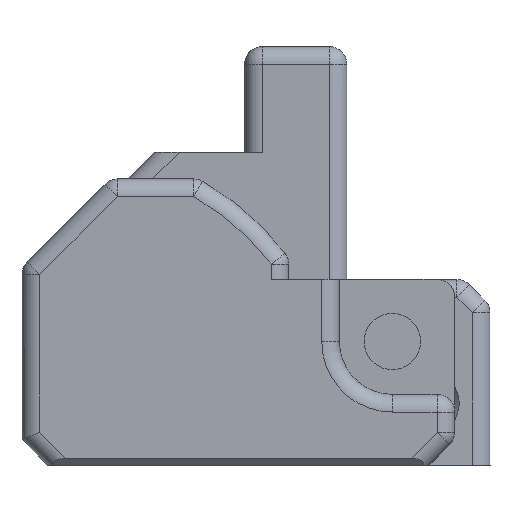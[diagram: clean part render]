
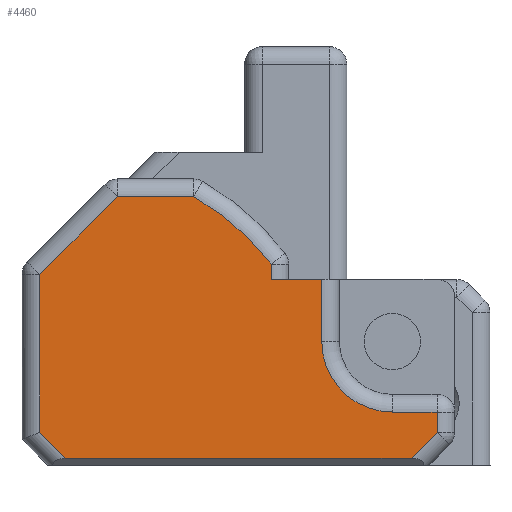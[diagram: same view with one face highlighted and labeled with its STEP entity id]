
A CAD part, front view. The second image highlights one B-rep face of the part: STEP entity #4460.
In plain terms, the highlighted planar face has unit normal (0, -1, 0).
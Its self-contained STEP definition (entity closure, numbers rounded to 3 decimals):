
#340=PLANE('',#4928);
#551=FACE_OUTER_BOUND('',#846,.T.);
#846=EDGE_LOOP('',(#3831,#3832,#3833,#3834,#3835,#3836,#3837,#3838,#3839,
#3840,#3841,#3842,#3843));
#1192=LINE('',#7361,#1566);
#1193=LINE('',#7372,#1567);
#1202=LINE('',#7392,#1576);
#1227=LINE('',#7473,#1601);
#1228=LINE('',#7475,#1602);
#1229=LINE('',#7479,#1603);
#1230=LINE('',#7481,#1604);
#1231=LINE('',#7483,#1605);
#1232=LINE('',#7485,#1606);
#1233=LINE('',#7487,#1607);
#1234=LINE('',#7488,#1608);
#1566=VECTOR('',#5995,10.);
#1567=VECTOR('',#6008,10.);
#1576=VECTOR('',#6027,10.);
#1601=VECTOR('',#6106,10.);
#1602=VECTOR('',#6107,10.);
#1603=VECTOR('',#6110,10.);
#1604=VECTOR('',#6111,10.);
#1605=VECTOR('',#6112,10.);
#1606=VECTOR('',#6113,10.);
#1607=VECTOR('',#6114,10.);
#1608=VECTOR('',#6115,10.);
#1830=CIRCLE('',#4893,4.);
#1849=CIRCLE('',#4929,14.651);
#2157=VERTEX_POINT('',#7355);
#2159=VERTEX_POINT('',#7359);
#2161=VERTEX_POINT('',#7364);
#2163=VERTEX_POINT('',#7370);
#2169=VERTEX_POINT('',#7391);
#2198=VERTEX_POINT('',#7472);
#2199=VERTEX_POINT('',#7474);
#2200=VERTEX_POINT('',#7476);
#2201=VERTEX_POINT('',#7478);
#2202=VERTEX_POINT('',#7480);
#2203=VERTEX_POINT('',#7482);
#2204=VERTEX_POINT('',#7484);
#2205=VERTEX_POINT('',#7486);
#2702=EDGE_CURVE('',#2159,#2157,#1192,.T.);
#2704=EDGE_CURVE('',#2161,#2159,#1830,.T.);
#2707=EDGE_CURVE('',#2163,#2161,#1193,.T.);
#2717=EDGE_CURVE('',#2157,#2169,#1202,.T.);
#2757=EDGE_CURVE('',#2163,#2198,#1227,.T.);
#2758=EDGE_CURVE('',#2199,#2198,#1228,.T.);
#2759=EDGE_CURVE('',#2200,#2199,#1849,.T.);
#2760=EDGE_CURVE('',#2201,#2200,#1229,.T.);
#2761=EDGE_CURVE('',#2202,#2201,#1230,.T.);
#2762=EDGE_CURVE('',#2203,#2202,#1231,.T.);
#2763=EDGE_CURVE('',#2204,#2203,#1232,.T.);
#2764=EDGE_CURVE('',#2205,#2204,#1233,.T.);
#2765=EDGE_CURVE('',#2169,#2205,#1234,.T.);
#3831=ORIENTED_EDGE('',*,*,#2707,.F.);
#3832=ORIENTED_EDGE('',*,*,#2757,.T.);
#3833=ORIENTED_EDGE('',*,*,#2758,.F.);
#3834=ORIENTED_EDGE('',*,*,#2759,.F.);
#3835=ORIENTED_EDGE('',*,*,#2760,.F.);
#3836=ORIENTED_EDGE('',*,*,#2761,.F.);
#3837=ORIENTED_EDGE('',*,*,#2762,.F.);
#3838=ORIENTED_EDGE('',*,*,#2763,.F.);
#3839=ORIENTED_EDGE('',*,*,#2764,.F.);
#3840=ORIENTED_EDGE('',*,*,#2765,.F.);
#3841=ORIENTED_EDGE('',*,*,#2717,.F.);
#3842=ORIENTED_EDGE('',*,*,#2702,.F.);
#3843=ORIENTED_EDGE('',*,*,#2704,.F.);
#4460=ADVANCED_FACE('',(#551),#340,.F.);
#4893=AXIS2_PLACEMENT_3D('',#7366,#6000,#6001);
#4928=AXIS2_PLACEMENT_3D('',#7471,#6104,#6105);
#4929=AXIS2_PLACEMENT_3D('',#7477,#6108,#6109);
#5995=DIRECTION('',(1.,0.,0.));
#6000=DIRECTION('center_axis',(0.,-1.,0.));
#6001=DIRECTION('ref_axis',(-0.707,0.,-0.707));
#6008=DIRECTION('',(0.,0.,-1.));
#6027=DIRECTION('',(0.,0.,-1.));
#6104=DIRECTION('center_axis',(0.,1.,0.));
#6105=DIRECTION('ref_axis',(-1.,0.,0.));
#6106=DIRECTION('',(-1.,0.,0.));
#6107=DIRECTION('',(0.,0.,-1.));
#6108=DIRECTION('center_axis',(0.,1.,0.));
#6109=DIRECTION('ref_axis',(0.659,0.,0.752));
#6110=DIRECTION('',(1.,0.,0.));
#6111=DIRECTION('',(0.707,0.,0.707));
#6112=DIRECTION('',(0.,0.,1.));
#6113=DIRECTION('',(-0.707,0.,0.707));
#6114=DIRECTION('',(-1.,0.,0.));
#6115=DIRECTION('',(-0.707,0.,-0.707));
#7355=CARTESIAN_POINT('',(8.041,-23.3,3.02));
#7359=CARTESIAN_POINT('',(5.499,-23.3,3.02));
#7361=CARTESIAN_POINT('',(2.906,-23.3,3.02));
#7364=CARTESIAN_POINT('',(1.499,-23.3,7.02));
#7366=CARTESIAN_POINT('Origin',(5.499,-23.3,7.02));
#7370=CARTESIAN_POINT('',(1.499,-23.3,10.54));
#7372=CARTESIAN_POINT('',(1.499,-23.3,7.57));
#7391=CARTESIAN_POINT('',(8.041,-23.3,1.879));
#7392=CARTESIAN_POINT('',(8.041,-23.3,4.792));
#7471=CARTESIAN_POINT('Origin',(-3.229,-23.3,8.12));
#7472=CARTESIAN_POINT('',(-1.372,-23.3,10.54));
#7473=CARTESIAN_POINT('',(9.041,-23.3,10.54));
#7474=CARTESIAN_POINT('',(-1.372,-23.3,11.413));
#7475=CARTESIAN_POINT('',(-1.372,-23.3,9.33));
#7476=CARTESIAN_POINT('',(-5.765,-23.3,15.24));
#7477=CARTESIAN_POINT('Origin',(-13.,-23.3,2.5));
#7478=CARTESIAN_POINT('',(-10.086,-23.3,15.24));
#7479=CARTESIAN_POINT('',(-4.367,-23.3,15.24));
#7480=CARTESIAN_POINT('',(-14.5,-23.3,10.826));
#7481=CARTESIAN_POINT('',(-10.005,-23.3,15.321));
#7482=CARTESIAN_POINT('',(-14.5,-23.3,1.879));
#7483=CARTESIAN_POINT('',(-14.5,-23.3,9.68));
#7484=CARTESIAN_POINT('',(-13.021,-23.3,0.4));
#7485=CARTESIAN_POINT('',(-13.389,-23.3,0.768));
#7486=CARTESIAN_POINT('',(6.562,-23.3,0.4));
#7487=CARTESIAN_POINT('',(-8.633,-23.3,0.4));
#7488=CARTESIAN_POINT('',(6.198,-23.3,0.036));
